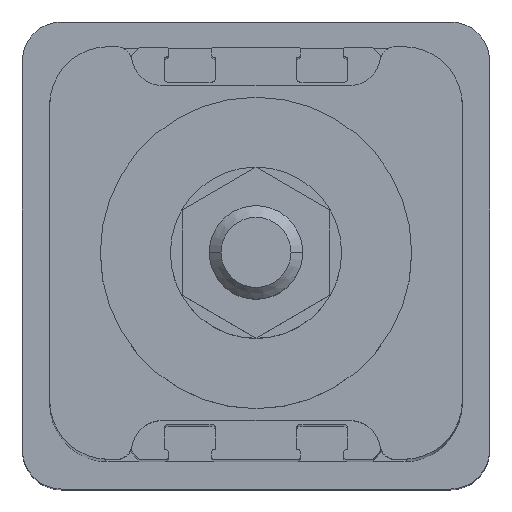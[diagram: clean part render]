
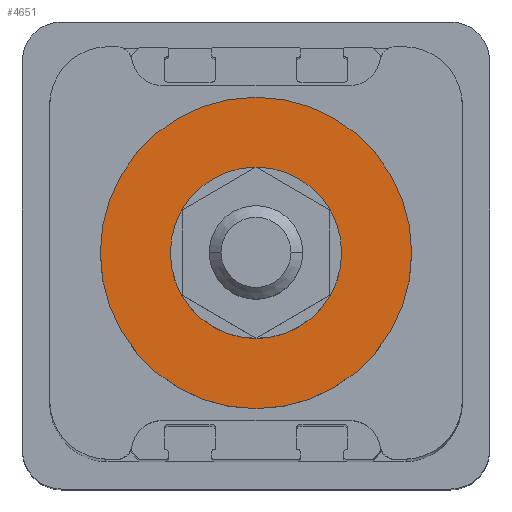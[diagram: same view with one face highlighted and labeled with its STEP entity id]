
A CAD part, top view. The second image highlights one B-rep face of the part: STEP entity #4651.
In plain terms, the highlighted planar face has unit normal (0, 0, 1).
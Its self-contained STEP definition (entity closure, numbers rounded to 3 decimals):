
#255 = VERTEX_POINT ( 'NONE', #610 ) ;
#264 = EDGE_LOOP ( 'NONE', ( #576, #1960 ) ) ;
#374 = EDGE_LOOP ( 'NONE', ( #801, #5604 ) ) ;
#442 = CARTESIAN_POINT ( 'NONE',  ( -20., 0., 170. ) ) ;
#450 = CARTESIAN_POINT ( 'NONE',  ( 0., 0., 170. ) ) ;
#471 = AXIS2_PLACEMENT_3D ( 'NONE', #1776, #5021, #2265 ) ;
#576 = ORIENTED_EDGE ( 'NONE', *, *, #3276, .F. ) ;
#610 = CARTESIAN_POINT ( 'NONE',  ( 20., 0., 170. ) ) ;
#801 = ORIENTED_EDGE ( 'NONE', *, *, #2974, .T. ) ;
#958 = DIRECTION ( 'NONE',  ( 1., 0., 0. ) ) ;
#1196 = PLANE ( 'NONE',  #4451 ) ;
#1304 = CIRCLE ( 'NONE', #471, 11. ) ;
#1656 = CARTESIAN_POINT ( 'NONE',  ( 0., 0., 170. ) ) ;
#1675 = DIRECTION ( 'NONE',  ( 1., 0., 0. ) ) ;
#1698 = DIRECTION ( 'NONE',  ( 0., 0., 1. ) ) ;
#1720 = CARTESIAN_POINT ( 'NONE',  ( 0., 0., 170. ) ) ;
#1776 = CARTESIAN_POINT ( 'NONE',  ( 0., 0., 170. ) ) ;
#1810 = VERTEX_POINT ( 'NONE', #3537 ) ;
#1949 = CARTESIAN_POINT ( 'NONE',  ( 0., 0., 170. ) ) ;
#1960 = ORIENTED_EDGE ( 'NONE', *, *, #4257, .F. ) ;
#2045 = CIRCLE ( 'NONE', #4970, 11. ) ;
#2138 = DIRECTION ( 'NONE',  ( 0., 0., 1. ) ) ;
#2265 = DIRECTION ( 'NONE',  ( 1., 0., 0. ) ) ;
#2434 = DIRECTION ( 'NONE',  ( 1., 0., 0. ) ) ;
#2508 = VERTEX_POINT ( 'NONE', #5823 ) ;
#2974 = EDGE_CURVE ( 'NONE', #3841, #255, #3782, .T. ) ;
#3276 = EDGE_CURVE ( 'NONE', #2508, #1810, #2045, .T. ) ;
#3537 = CARTESIAN_POINT ( 'NONE',  ( 11., 0., 170. ) ) ;
#3555 = AXIS2_PLACEMENT_3D ( 'NONE', #1720, #1698, #1675 ) ;
#3711 = CIRCLE ( 'NONE', #4053, 20. ) ;
#3778 = DIRECTION ( 'NONE',  ( 0., 0., 1. ) ) ;
#3782 = CIRCLE ( 'NONE', #3555, 20. ) ;
#3841 = VERTEX_POINT ( 'NONE', #442 ) ;
#4053 = AXIS2_PLACEMENT_3D ( 'NONE', #1949, #5208, #2434 ) ;
#4257 = EDGE_CURVE ( 'NONE', #1810, #2508, #1304, .T. ) ;
#4451 = AXIS2_PLACEMENT_3D ( 'NONE', #1656, #2138, #5399 ) ;
#4651 = ADVANCED_FACE ( 'NONE', ( #4690, #4699 ), #1196, .T. ) ;
#4690 = FACE_BOUND ( 'NONE', #264, .T. ) ;
#4699 = FACE_OUTER_BOUND ( 'NONE', #374, .T. ) ;
#4897 = EDGE_CURVE ( 'NONE', #255, #3841, #3711, .T. ) ;
#4970 = AXIS2_PLACEMENT_3D ( 'NONE', #450, #3778, #958 ) ;
#5021 = DIRECTION ( 'NONE',  ( 0., 0., 1. ) ) ;
#5208 = DIRECTION ( 'NONE',  ( 0., 0., 1. ) ) ;
#5399 = DIRECTION ( 'NONE',  ( 1., 0., 0. ) ) ;
#5604 = ORIENTED_EDGE ( 'NONE', *, *, #4897, .T. ) ;
#5823 = CARTESIAN_POINT ( 'NONE',  ( -11., 0., 170. ) ) ;
